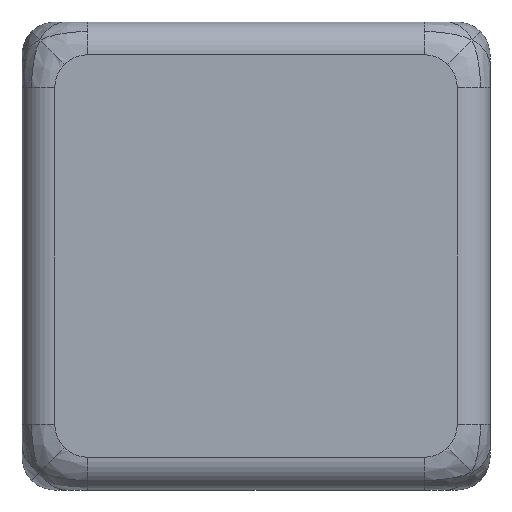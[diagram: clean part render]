
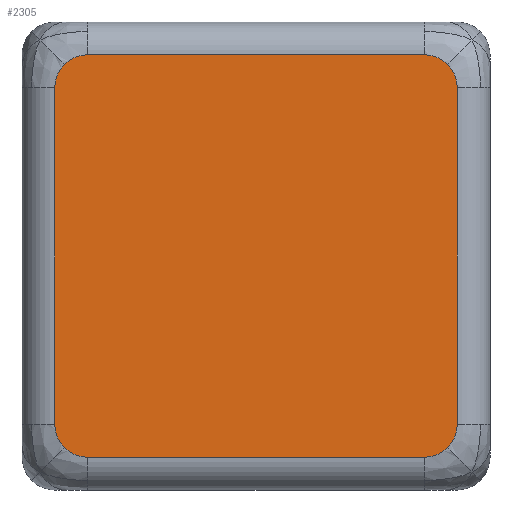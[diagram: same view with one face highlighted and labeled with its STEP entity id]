
A CAD part, left-side view. The second image highlights one B-rep face of the part: STEP entity #2305.
In plain terms, the highlighted planar face has unit normal (-1, 0, 0).
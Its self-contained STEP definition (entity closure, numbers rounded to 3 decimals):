
#33=PLANE('',#2566);
#86=LINE('',#8855,#148);
#89=LINE('',#8962,#151);
#93=LINE('',#9020,#155);
#94=LINE('',#9022,#156);
#148=VECTOR('',#3081,10.);
#151=VECTOR('',#3094,10.);
#155=VECTOR('',#3106,10.);
#156=VECTOR('',#3109,10.);
#330=FACE_OUTER_BOUND('',#476,.T.);
#476=EDGE_LOOP('',(#2044,#2045,#2046,#2047,#2048,#2049,#2050,#2051,#2052,
#2053,#2054,#2055));
#482=CIRCLE('',#2325,6.999);
#485=CIRCLE('',#2328,6.999);
#492=CIRCLE('',#2335,6.999);
#495=CIRCLE('',#2338,6.999);
#512=CIRCLE('',#2355,6.999);
#515=CIRCLE('',#2358,6.999);
#536=CIRCLE('',#2379,6.999);
#668=CIRCLE('',#2542,6.999);
#780=VERTEX_POINT('',#3305);
#781=VERTEX_POINT('',#3313);
#783=VERTEX_POINT('',#3373);
#792=VERTEX_POINT('',#3614);
#793=VERTEX_POINT('',#3622);
#795=VERTEX_POINT('',#3682);
#816=VERTEX_POINT('',#4232);
#817=VERTEX_POINT('',#4240);
#819=VERTEX_POINT('',#4300);
#844=VERTEX_POINT('',#4970);
#845=VERTEX_POINT('',#4978);
#989=VERTEX_POINT('',#8737);
#1002=EDGE_CURVE('',#780,#781,#482,.T.);
#1006=EDGE_CURVE('',#783,#780,#485,.T.);
#1018=EDGE_CURVE('',#792,#793,#492,.T.);
#1022=EDGE_CURVE('',#795,#792,#495,.T.);
#1050=EDGE_CURVE('',#816,#817,#512,.T.);
#1054=EDGE_CURVE('',#819,#816,#515,.T.);
#1088=EDGE_CURVE('',#844,#845,#536,.T.);
#1324=EDGE_CURVE('',#989,#844,#668,.T.);
#1336=EDGE_CURVE('',#845,#819,#86,.T.);
#1342=EDGE_CURVE('',#793,#989,#89,.T.);
#1348=EDGE_CURVE('',#817,#783,#93,.T.);
#1349=EDGE_CURVE('',#781,#795,#94,.T.);
#2044=ORIENTED_EDGE('',*,*,#1006,.F.);
#2045=ORIENTED_EDGE('',*,*,#1348,.F.);
#2046=ORIENTED_EDGE('',*,*,#1050,.F.);
#2047=ORIENTED_EDGE('',*,*,#1054,.F.);
#2048=ORIENTED_EDGE('',*,*,#1336,.F.);
#2049=ORIENTED_EDGE('',*,*,#1088,.F.);
#2050=ORIENTED_EDGE('',*,*,#1324,.F.);
#2051=ORIENTED_EDGE('',*,*,#1342,.F.);
#2052=ORIENTED_EDGE('',*,*,#1018,.F.);
#2053=ORIENTED_EDGE('',*,*,#1022,.F.);
#2054=ORIENTED_EDGE('',*,*,#1349,.F.);
#2055=ORIENTED_EDGE('',*,*,#1002,.F.);
#2305=ADVANCED_FACE('',(#330),#33,.T.);
#2325=AXIS2_PLACEMENT_3D('',#3314,#2578,#2579);
#2328=AXIS2_PLACEMENT_3D('',#3375,#2584,#2585);
#2335=AXIS2_PLACEMENT_3D('',#3623,#2598,#2599);
#2338=AXIS2_PLACEMENT_3D('',#3684,#2604,#2605);
#2355=AXIS2_PLACEMENT_3D('',#4241,#2638,#2639);
#2358=AXIS2_PLACEMENT_3D('',#4302,#2644,#2645);
#2379=AXIS2_PLACEMENT_3D('',#4979,#2686,#2687);
#2542=AXIS2_PLACEMENT_3D('',#8739,#3056,#3057);
#2566=AXIS2_PLACEMENT_3D('',#9030,#3122,#3123);
#2578=DIRECTION('center_axis',(1.,0.,0.));
#2579=DIRECTION('ref_axis',(0.,0.707,-0.707));
#2584=DIRECTION('center_axis',(1.,0.,0.));
#2585=DIRECTION('ref_axis',(0.,0.707,-0.707));
#2598=DIRECTION('center_axis',(1.,0.,0.));
#2599=DIRECTION('ref_axis',(0.,0.707,0.707));
#2604=DIRECTION('center_axis',(1.,0.,0.));
#2605=DIRECTION('ref_axis',(0.,0.707,0.707));
#2638=DIRECTION('center_axis',(1.,0.,0.));
#2639=DIRECTION('ref_axis',(0.,-0.707,-0.707));
#2644=DIRECTION('center_axis',(1.,0.,0.));
#2645=DIRECTION('ref_axis',(0.,-0.707,-0.707));
#2686=DIRECTION('center_axis',(1.,0.,0.));
#2687=DIRECTION('ref_axis',(0.,-0.707,0.707));
#3056=DIRECTION('center_axis',(1.,0.,0.));
#3057=DIRECTION('ref_axis',(0.,-0.707,0.707));
#3081=DIRECTION('',(0.,0.,-1.));
#3094=DIRECTION('',(0.,-1.,0.));
#3106=DIRECTION('',(0.,1.,0.));
#3109=DIRECTION('',(0.,0.,1.));
#3122=DIRECTION('center_axis',(-1.,0.,0.));
#3123=DIRECTION('ref_axis',(0.,0.,1.));
#3305=CARTESIAN_POINT('',(-50.,90.95,-40.95));
#3313=CARTESIAN_POINT('',(-50.,93.,-36.001));
#3314=CARTESIAN_POINT('Origin',(-50.,86.001,-36.001));
#3373=CARTESIAN_POINT('',(-50.,86.001,-43.));
#3375=CARTESIAN_POINT('Origin',(-50.,86.001,-36.001));
#3614=CARTESIAN_POINT('',(-50.,90.95,40.95));
#3622=CARTESIAN_POINT('',(-50.,86.001,43.));
#3623=CARTESIAN_POINT('Origin',(-50.,86.001,36.001));
#3682=CARTESIAN_POINT('',(-50.,93.,36.001));
#3684=CARTESIAN_POINT('Origin',(-50.,86.001,36.001));
#4232=CARTESIAN_POINT('',(-50.,9.05,-40.95));
#4240=CARTESIAN_POINT('',(-50.,13.999,-43.));
#4241=CARTESIAN_POINT('Origin',(-50.,13.999,-36.001));
#4300=CARTESIAN_POINT('',(-50.,7.,-36.001));
#4302=CARTESIAN_POINT('Origin',(-50.,13.999,-36.001));
#4970=CARTESIAN_POINT('',(-50.,9.05,40.95));
#4978=CARTESIAN_POINT('',(-50.,7.,36.001));
#4979=CARTESIAN_POINT('Origin',(-50.,13.999,36.001));
#8737=CARTESIAN_POINT('',(-50.,13.999,43.));
#8739=CARTESIAN_POINT('Origin',(-50.,13.999,36.001));
#8855=CARTESIAN_POINT('',(-50.,7.,-25.));
#8962=CARTESIAN_POINT('',(-50.,0.,43.));
#9020=CARTESIAN_POINT('',(-50.,0.,-43.));
#9022=CARTESIAN_POINT('',(-50.,93.,-25.));
#9030=CARTESIAN_POINT('Origin',(-50.,0.,-50.));
